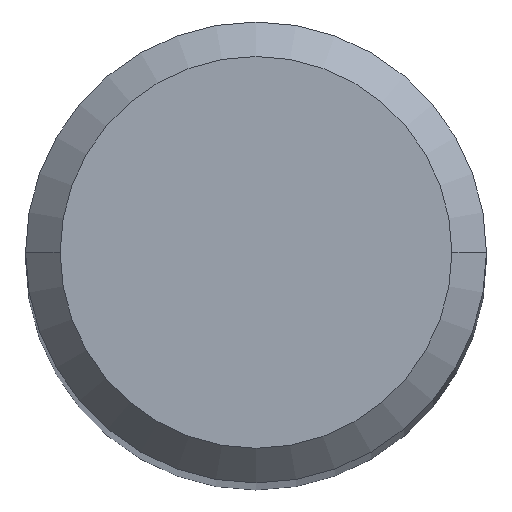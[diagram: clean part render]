
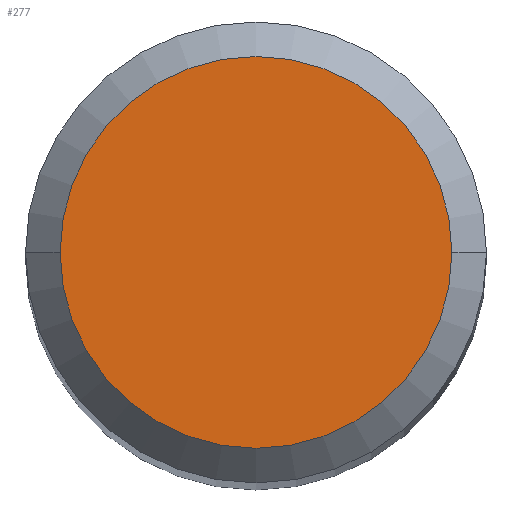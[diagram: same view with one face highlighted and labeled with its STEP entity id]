
A CAD part, top view. The second image highlights one B-rep face of the part: STEP entity #277.
In plain terms, the highlighted planar face has unit normal (0, 0, 1).
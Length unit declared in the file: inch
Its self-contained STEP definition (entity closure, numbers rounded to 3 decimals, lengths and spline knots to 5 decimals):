
#25 = AXIS2_PLACEMENT_3D ( 'NONE', #160, #45, #416 ) ;
#45 = DIRECTION ( 'NONE',  ( 0., 0., 1. ) ) ;
#60 = PLANE ( 'NONE',  #478 ) ;
#67 = DIRECTION ( 'NONE',  ( -1., 0., 0. ) ) ;
#69 = FACE_OUTER_BOUND ( 'NONE', #228, .T. ) ;
#79 = DIRECTION ( 'NONE',  ( 0., 0., 1. ) ) ;
#107 = EDGE_CURVE ( 'NONE', #193, #191, #423, .T. ) ;
#138 = CARTESIAN_POINT ( 'NONE',  ( 0.05312, 0., 0. ) ) ;
#160 = CARTESIAN_POINT ( 'NONE',  ( 0., 0., 0. ) ) ;
#172 = CARTESIAN_POINT ( 'NONE',  ( -0.05312, 0., 0. ) ) ;
#191 = VERTEX_POINT ( 'NONE', #172 ) ;
#193 = VERTEX_POINT ( 'NONE', #138 ) ;
#217 = ORIENTED_EDGE ( 'NONE', *, *, #107, .T. ) ;
#228 = EDGE_LOOP ( 'NONE', ( #394, #217 ) ) ;
#237 = CIRCLE ( 'NONE', #286, 0.05312 ) ;
#277 = ADVANCED_FACE ( 'NONE', ( #69 ), #60, .F. ) ;
#286 = AXIS2_PLACEMENT_3D ( 'NONE', #306, #79, #376 ) ;
#294 = DIRECTION ( 'NONE',  ( 0., 0., -1. ) ) ;
#306 = CARTESIAN_POINT ( 'NONE',  ( 0., 0., 0. ) ) ;
#376 = DIRECTION ( 'NONE',  ( 1., 0., 0. ) ) ;
#394 = ORIENTED_EDGE ( 'NONE', *, *, #439, .T. ) ;
#416 = DIRECTION ( 'NONE',  ( 1., 0., 0. ) ) ;
#423 = CIRCLE ( 'NONE', #25, 0.05312 ) ;
#439 = EDGE_CURVE ( 'NONE', #191, #193, #237, .T. ) ;
#478 = AXIS2_PLACEMENT_3D ( 'NONE', #479, #294, #67 ) ;
#479 = CARTESIAN_POINT ( 'NONE',  ( 0., 0., 0. ) ) ;
